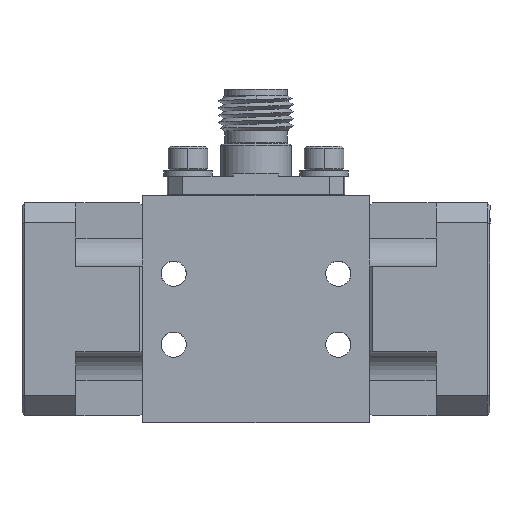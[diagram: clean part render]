
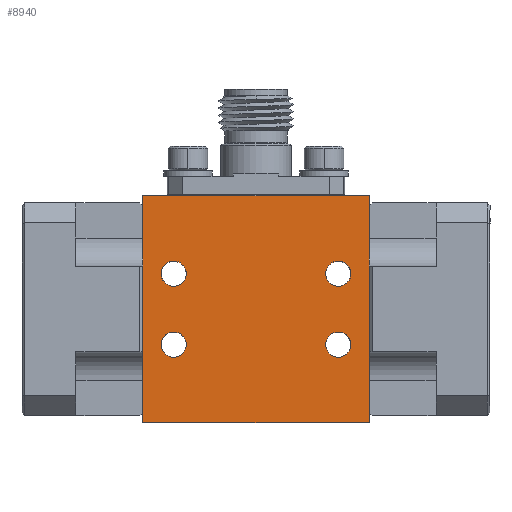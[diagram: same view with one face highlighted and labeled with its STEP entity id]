
A CAD part, front view. The second image highlights one B-rep face of the part: STEP entity #8940.
In plain terms, the highlighted planar face has unit normal (0, -1, 0).
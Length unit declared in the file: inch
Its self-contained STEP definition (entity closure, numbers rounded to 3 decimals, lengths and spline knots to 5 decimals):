
#125 = EDGE_LOOP ( 'NONE', ( #9515, #18815 ) ) ;
#618 = DIRECTION ( 'NONE',  ( 0., 0., 1. ) ) ;
#666 = CARTESIAN_POINT ( 'NONE',  ( -0.30095, -0.30245, -0.08359 ) ) ;
#852 = ORIENTED_EDGE ( 'NONE', *, *, #19379, .F. ) ;
#1059 = CARTESIAN_POINT ( 'NONE',  ( 0.38905, -0.30245, -0.35859 ) ) ;
#1104 = VERTEX_POINT ( 'NONE', #1059 ) ;
#1348 = FACE_BOUND ( 'NONE', #125, .T. ) ;
#1439 = AXIS2_PLACEMENT_3D ( 'NONE', #17053, #15670, #618 ) ;
#1506 = ORIENTED_EDGE ( 'NONE', *, *, #15975, .T. ) ;
#1642 = ORIENTED_EDGE ( 'NONE', *, *, #4029, .T. ) ;
#1875 = CARTESIAN_POINT ( 'NONE',  ( 0.38905, -0.30245, -0.35859 ) ) ;
#1906 = AXIS2_PLACEMENT_3D ( 'NONE', #16732, #3221, #9622 ) ;
#2086 = DIRECTION ( 'NONE',  ( 0., 1., 0. ) ) ;
#2835 = DIRECTION ( 'NONE',  ( 0., 1., 0. ) ) ;
#2877 = CARTESIAN_POINT ( 'NONE',  ( -0.41095, -0.30245, -0.35859 ) ) ;
#2930 = CARTESIAN_POINT ( 'NONE',  ( -0.30095, -0.30245, 0.16641 ) ) ;
#3221 = DIRECTION ( 'NONE',  ( 0., 1., 0. ) ) ;
#3229 = AXIS2_PLACEMENT_3D ( 'NONE', #4730, #16740, #9227 ) ;
#3302 = ORIENTED_EDGE ( 'NONE', *, *, #13343, .F. ) ;
#3436 = CARTESIAN_POINT ( 'NONE',  ( 0.27905, -0.30245, -0.12809 ) ) ;
#3439 = AXIS2_PLACEMENT_3D ( 'NONE', #9373, #7704, #16895 ) ;
#3708 = CARTESIAN_POINT ( 'NONE',  ( -0.41095, -0.30245, 0.44141 ) ) ;
#3818 = CIRCLE ( 'NONE', #7888, 0.0445 ) ;
#3956 = LINE ( 'NONE', #18913, #13578 ) ;
#4029 = EDGE_CURVE ( 'NONE', #14077, #6067, #7293, .T. ) ;
#4065 = DIRECTION ( 'NONE',  ( 0., 1., 0. ) ) ;
#4295 = PLANE ( 'NONE',  #3439 ) ;
#4324 = VERTEX_POINT ( 'NONE', #12486 ) ;
#4439 = AXIS2_PLACEMENT_3D ( 'NONE', #2930, #10408, #16439 ) ;
#4696 = CIRCLE ( 'NONE', #15059, 0.0445 ) ;
#4730 = CARTESIAN_POINT ( 'NONE',  ( 0.27905, -0.30245, -0.08359 ) ) ;
#4892 = ORIENTED_EDGE ( 'NONE', *, *, #7598, .T. ) ;
#5111 = EDGE_CURVE ( 'NONE', #13716, #12273, #3818, .T. ) ;
#5113 = EDGE_CURVE ( 'NONE', #12273, #13716, #12918, .T. ) ;
#5129 = LINE ( 'NONE', #1875, #17671 ) ;
#5195 = LINE ( 'NONE', #3708, #11101 ) ;
#5534 = DIRECTION ( 'NONE',  ( 1., 0., 0. ) ) ;
#5728 = ORIENTED_EDGE ( 'NONE', *, *, #5113, .T. ) ;
#5894 = CARTESIAN_POINT ( 'NONE',  ( 0.27905, -0.30245, 0.12191 ) ) ;
#6067 = VERTEX_POINT ( 'NONE', #10319 ) ;
#6340 = CARTESIAN_POINT ( 'NONE',  ( -0.30095, -0.30245, -0.08359 ) ) ;
#6371 = AXIS2_PLACEMENT_3D ( 'NONE', #15566, #2086, #14190 ) ;
#6933 = CIRCLE ( 'NONE', #17956, 0.0445 ) ;
#7241 = EDGE_LOOP ( 'NONE', ( #1506, #1642 ) ) ;
#7293 = CIRCLE ( 'NONE', #6371, 0.0445 ) ;
#7353 = DIRECTION ( 'NONE',  ( 0., 0., 1. ) ) ;
#7598 = EDGE_CURVE ( 'NONE', #9617, #17159, #18664, .T. ) ;
#7704 = DIRECTION ( 'NONE',  ( 0., 1., 0. ) ) ;
#7888 = AXIS2_PLACEMENT_3D ( 'NONE', #18107, #10316, #7353 ) ;
#8337 = EDGE_CURVE ( 'NONE', #9756, #12325, #5195, .T. ) ;
#8425 = ORIENTED_EDGE ( 'NONE', *, *, #18802, .F. ) ;
#8456 = DIRECTION ( 'NONE',  ( 0., 0., 1. ) ) ;
#8611 = VERTEX_POINT ( 'NONE', #17112 ) ;
#8940 = ADVANCED_FACE ( 'NONE', ( #13441, #13523, #1348, #11922, #17796 ), #4295, .F. ) ;
#9082 = LINE ( 'NONE', #13450, #16852 ) ;
#9142 = CARTESIAN_POINT ( 'NONE',  ( 0.38905, -0.30245, 0.44141 ) ) ;
#9227 = DIRECTION ( 'NONE',  ( 0., 0., 1. ) ) ;
#9373 = CARTESIAN_POINT ( 'NONE',  ( -0.01095, -0.30245, 0.04141 ) ) ;
#9515 = ORIENTED_EDGE ( 'NONE', *, *, #10247, .T. ) ;
#9617 = VERTEX_POINT ( 'NONE', #3436 ) ;
#9622 = DIRECTION ( 'NONE',  ( 0., 0., 1. ) ) ;
#9632 = DIRECTION ( 'NONE',  ( -1., 0., 0. ) ) ;
#9687 = DIRECTION ( 'NONE',  ( 0., 0., 1. ) ) ;
#9756 = VERTEX_POINT ( 'NONE', #2877 ) ;
#10247 = EDGE_CURVE ( 'NONE', #4324, #8611, #4696, .T. ) ;
#10316 = DIRECTION ( 'NONE',  ( 0., 1., 0. ) ) ;
#10319 = CARTESIAN_POINT ( 'NONE',  ( 0.27905, -0.30245, 0.21091 ) ) ;
#10408 = DIRECTION ( 'NONE',  ( 0., 1., 0. ) ) ;
#10459 = VERTEX_POINT ( 'NONE', #9142 ) ;
#10905 = ORIENTED_EDGE ( 'NONE', *, *, #5111, .T. ) ;
#11101 = VECTOR ( 'NONE', #9687, 39.37008 ) ;
#11341 = CARTESIAN_POINT ( 'NONE',  ( 0.27905, -0.30245, -0.03909 ) ) ;
#11922 = FACE_BOUND ( 'NONE', #16471, .T. ) ;
#12123 = DIRECTION ( 'NONE',  ( 0., 0., -1. ) ) ;
#12273 = VERTEX_POINT ( 'NONE', #17472 ) ;
#12325 = VERTEX_POINT ( 'NONE', #14025 ) ;
#12395 = CIRCLE ( 'NONE', #1439, 0.0445 ) ;
#12486 = CARTESIAN_POINT ( 'NONE',  ( -0.30095, -0.30245, -0.03909 ) ) ;
#12918 = CIRCLE ( 'NONE', #4439, 0.0445 ) ;
#13343 = EDGE_CURVE ( 'NONE', #10459, #1104, #9082, .T. ) ;
#13441 = FACE_BOUND ( 'NONE', #16782, .T. ) ;
#13450 = CARTESIAN_POINT ( 'NONE',  ( 0.38905, -0.30245, 0.44141 ) ) ;
#13523 = FACE_BOUND ( 'NONE', #7241, .T. ) ;
#13578 = VECTOR ( 'NONE', #5534, 39.37008 ) ;
#13716 = VERTEX_POINT ( 'NONE', #14217 ) ;
#14025 = CARTESIAN_POINT ( 'NONE',  ( -0.41095, -0.30245, 0.44141 ) ) ;
#14077 = VERTEX_POINT ( 'NONE', #5894 ) ;
#14190 = DIRECTION ( 'NONE',  ( 0., 0., 1. ) ) ;
#14217 = CARTESIAN_POINT ( 'NONE',  ( -0.30095, -0.30245, 0.21091 ) ) ;
#15059 = AXIS2_PLACEMENT_3D ( 'NONE', #6340, #2835, #16331 ) ;
#15566 = CARTESIAN_POINT ( 'NONE',  ( 0.27905, -0.30245, 0.16641 ) ) ;
#15670 = DIRECTION ( 'NONE',  ( 0., 1., 0. ) ) ;
#15975 = EDGE_CURVE ( 'NONE', #6067, #14077, #12395, .T. ) ;
#16065 = CIRCLE ( 'NONE', #1906, 0.0445 ) ;
#16331 = DIRECTION ( 'NONE',  ( 0., 0., 1. ) ) ;
#16352 = ORIENTED_EDGE ( 'NONE', *, *, #8337, .F. ) ;
#16439 = DIRECTION ( 'NONE',  ( 0., 0., 1. ) ) ;
#16471 = EDGE_LOOP ( 'NONE', ( #10905, #5728 ) ) ;
#16732 = CARTESIAN_POINT ( 'NONE',  ( 0.27905, -0.30245, -0.08359 ) ) ;
#16740 = DIRECTION ( 'NONE',  ( 0., 1., 0. ) ) ;
#16782 = EDGE_LOOP ( 'NONE', ( #18719, #4892 ) ) ;
#16852 = VECTOR ( 'NONE', #12123, 39.37008 ) ;
#16895 = DIRECTION ( 'NONE',  ( 0., 0., 1. ) ) ;
#17053 = CARTESIAN_POINT ( 'NONE',  ( 0.27905, -0.30245, 0.16641 ) ) ;
#17112 = CARTESIAN_POINT ( 'NONE',  ( -0.30095, -0.30245, -0.12809 ) ) ;
#17159 = VERTEX_POINT ( 'NONE', #11341 ) ;
#17472 = CARTESIAN_POINT ( 'NONE',  ( -0.30095, -0.30245, 0.12191 ) ) ;
#17671 = VECTOR ( 'NONE', #9632, 39.37008 ) ;
#17742 = EDGE_LOOP ( 'NONE', ( #16352, #8425, #3302, #852 ) ) ;
#17796 = FACE_OUTER_BOUND ( 'NONE', #17742, .T. ) ;
#17956 = AXIS2_PLACEMENT_3D ( 'NONE', #666, #4065, #8456 ) ;
#18107 = CARTESIAN_POINT ( 'NONE',  ( -0.30095, -0.30245, 0.16641 ) ) ;
#18335 = EDGE_CURVE ( 'NONE', #17159, #9617, #16065, .T. ) ;
#18664 = CIRCLE ( 'NONE', #3229, 0.0445 ) ;
#18716 = EDGE_CURVE ( 'NONE', #8611, #4324, #6933, .T. ) ;
#18719 = ORIENTED_EDGE ( 'NONE', *, *, #18335, .T. ) ;
#18802 = EDGE_CURVE ( 'NONE', #1104, #9756, #5129, .T. ) ;
#18815 = ORIENTED_EDGE ( 'NONE', *, *, #18716, .T. ) ;
#18913 = CARTESIAN_POINT ( 'NONE',  ( 0.38905, -0.30245, 0.44141 ) ) ;
#19379 = EDGE_CURVE ( 'NONE', #12325, #10459, #3956, .T. ) ;
